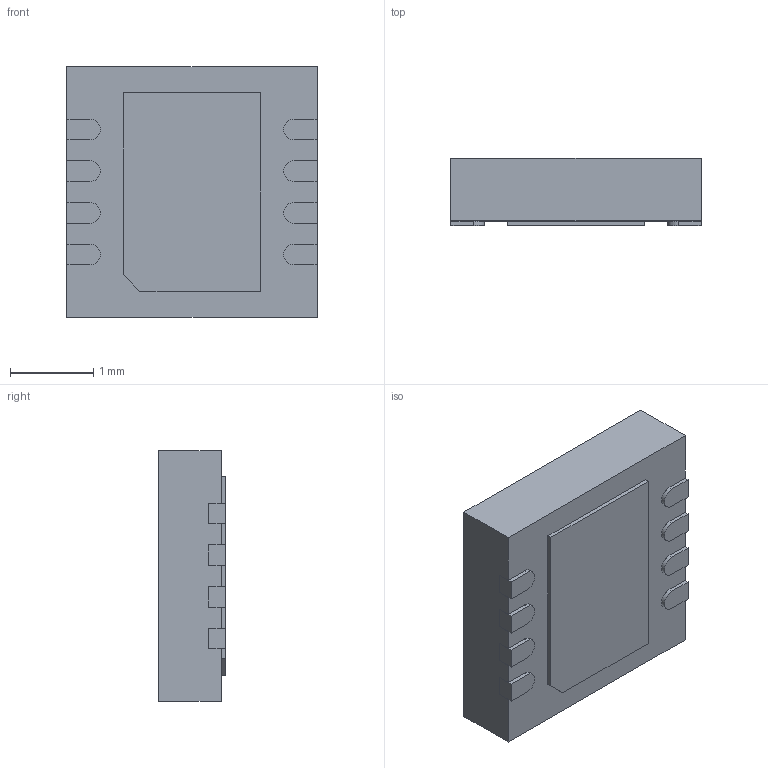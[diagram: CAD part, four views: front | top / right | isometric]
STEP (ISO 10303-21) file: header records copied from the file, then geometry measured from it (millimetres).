
FILE_DESCRIPTION (( 'STEP AP214' ), '1' );
FILE_NAME ('LT3580EDD#TRPBF.STEP', '2024-03-18T22:53:20', ( '' ), ( '' ), 'SwSTEP 2.0', 'SolidWorks 2021', '' );
FILE_SCHEMA (( 'AUTOMOTIVE_DESIGN' ));
Length unit declared in the file: millimetre
Products named in the file (1): LT3580EDD#TRPBF
Bounding box: 3 x 0.8 x 3 mm (x, y, z)
Volume: 7 mm3; surface area: 42 mm2
Topology: 11 solids, 11 shells, 122 faces, 294 edges, 196 vertices
Faces by surface type: plane 94, cylinder 28
Entity records: 3658 total; most frequent: CARTESIAN_POINT 613, DIRECTION 596, ORIENTED_EDGE 588, EDGE_CURVE 294, VECTOR 238, LINE 238, VERTEX_POINT 196, AXIS2_PLACEMENT_3D 179
